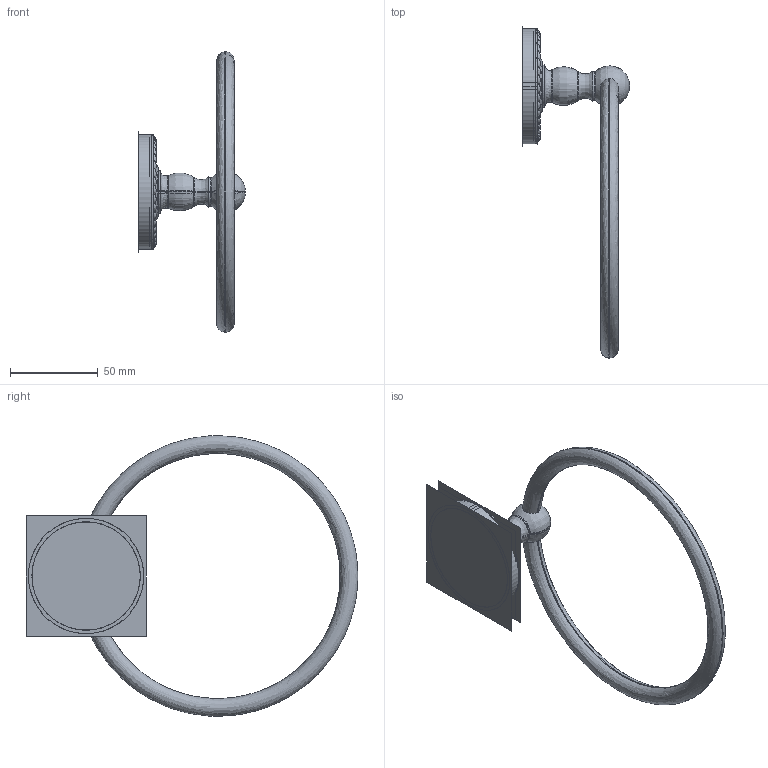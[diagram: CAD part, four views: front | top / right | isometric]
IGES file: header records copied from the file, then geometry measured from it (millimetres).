
Start section:  PTC IGES file: 1505.igs
Global section: file name: 1505.igs; native system: Pro/ENGINEER by Parametric Technology Corporation; preprocessor: 2009300; author: rsmith; organization: Unknown; date: 20110916.163652; units: inch
Bounding box: 61.13 x 189.22 x 160 mm (x, y, z)
Volume: 60895 mm3; surface area: 132431.7 mm2
Topology: 2 solids, 2 shells, 312 faces, 1922 edges, 2377 vertices
Faces by surface type: revolution 296, bspline 16
